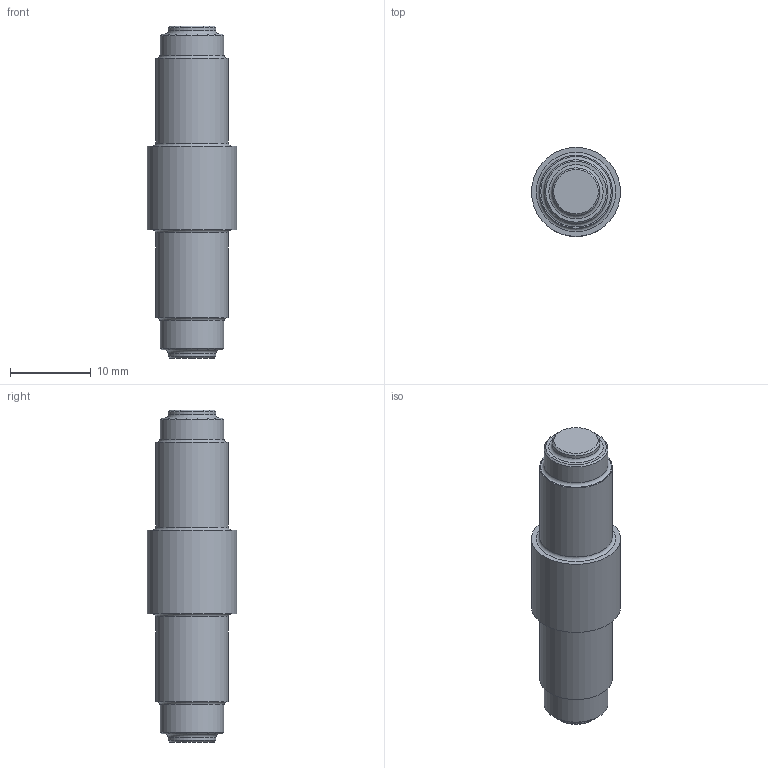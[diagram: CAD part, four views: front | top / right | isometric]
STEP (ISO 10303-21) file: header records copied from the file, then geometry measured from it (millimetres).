
FILE_DESCRIPTION (( 'STEP AP214' ), '1' );
FILE_NAME ('A2490_Planet_Shaft.STEP', '2022-06-14T09:04:54', ( '' ), ( '' ), 'SwSTEP 2.0', 'SolidWorks 2020', '' );
FILE_SCHEMA (( 'AUTOMOTIVE_DESIGN' ));
Length unit declared in the file: millimetre
Products named in the file (1): A2490_Planet_Shaft
Bounding box: 11 x 11 x 41 mm (x, y, z)
Volume: 2760.5 mm3; surface area: 1335.8 mm2
Topology: 1 solids, 1 shells, 25 faces, 46 edges, 29 vertices
Faces by surface type: plane 8, cylinder 7, torus 6, cone 4
Full cylindrical faces by diameter (mm): 5.9 x2, 7.9 x2, 9 x2, 11 x1
Entity records: 528 total; most frequent: DIRECTION 100, CARTESIAN_POINT 74, AXIS2_PLACEMENT_3D 50, EDGE_LOOP 48, ORIENTED_EDGE 48, FACE_OUTER_BOUND 38, ADVANCED_FACE 25, VERTEX_POINT 24
